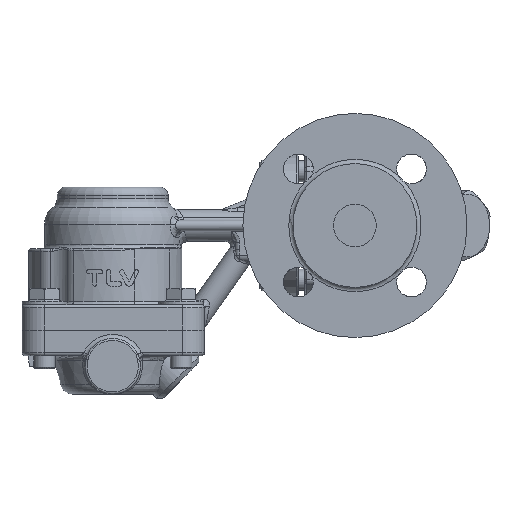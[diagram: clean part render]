
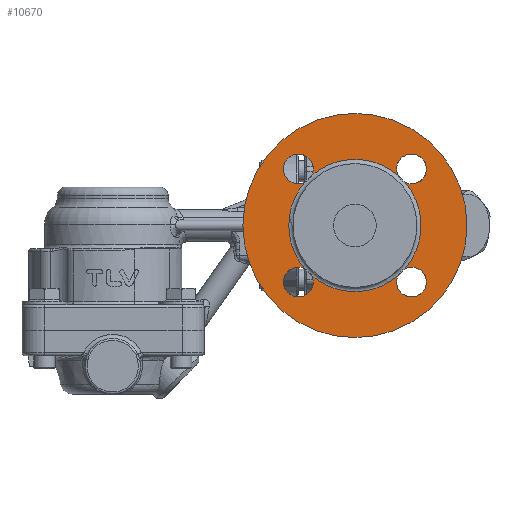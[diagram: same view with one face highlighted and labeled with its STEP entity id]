
A CAD part, front view. The second image highlights one B-rep face of the part: STEP entity #10670.
In plain terms, the highlighted planar face has unit normal (0, -1, 0).
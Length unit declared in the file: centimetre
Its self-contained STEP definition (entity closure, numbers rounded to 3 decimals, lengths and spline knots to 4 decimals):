
#2018=FACE_BOUND('',#3731,.T.);
#2915=FACE_OUTER_BOUND('',#3730,.T.);
#3730=EDGE_LOOP('',(#9645));
#3731=EDGE_LOOP('',(#9646,#9647,#9648,#9649,#9650,#9651,#9652,#9653));
#4378=CIRCLE('',#11894,3.1);
#4380=CIRCLE('',#11896,3.1);
#4382=CIRCLE('',#11898,3.1);
#4384=CIRCLE('',#11900,3.1);
#4388=CIRCLE('',#11906,0.7);
#4389=CIRCLE('',#11908,5.25);
#4390=CIRCLE('',#11909,0.7);
#4391=CIRCLE('',#11910,0.7);
#4392=CIRCLE('',#11911,0.7);
#5305=VERTEX_POINT('',#23310);
#5306=VERTEX_POINT('',#23311);
#5307=VERTEX_POINT('',#23313);
#5308=VERTEX_POINT('',#23315);
#5309=VERTEX_POINT('',#23317);
#5310=VERTEX_POINT('',#23319);
#5311=VERTEX_POINT('',#23321);
#5312=VERTEX_POINT('',#23323);
#5314=VERTEX_POINT('',#23333);
#6764=EDGE_CURVE('',#5305,#5306,#4378,.T.);
#6766=EDGE_CURVE('',#5307,#5308,#4380,.T.);
#6768=EDGE_CURVE('',#5309,#5310,#4382,.T.);
#6770=EDGE_CURVE('',#5311,#5312,#4384,.T.);
#6774=EDGE_CURVE('',#5305,#5312,#4388,.T.);
#6775=EDGE_CURVE('',#5314,#5314,#4389,.T.);
#6776=EDGE_CURVE('',#5307,#5306,#4390,.T.);
#6777=EDGE_CURVE('',#5311,#5310,#4391,.T.);
#6778=EDGE_CURVE('',#5309,#5308,#4392,.T.);
#9645=ORIENTED_EDGE('',*,*,#6775,.F.);
#9646=ORIENTED_EDGE('',*,*,#6776,.T.);
#9647=ORIENTED_EDGE('',*,*,#6764,.F.);
#9648=ORIENTED_EDGE('',*,*,#6774,.T.);
#9649=ORIENTED_EDGE('',*,*,#6770,.F.);
#9650=ORIENTED_EDGE('',*,*,#6777,.T.);
#9651=ORIENTED_EDGE('',*,*,#6768,.F.);
#9652=ORIENTED_EDGE('',*,*,#6778,.T.);
#9653=ORIENTED_EDGE('',*,*,#6766,.F.);
#10009=PLANE('',#11907);
#10670=ADVANCED_FACE('',(#2915,#2018),#10009,.F.);
#11894=AXIS2_PLACEMENT_3D('',#23312,#14749,#14750);
#11896=AXIS2_PLACEMENT_3D('',#23316,#14753,#14754);
#11898=AXIS2_PLACEMENT_3D('',#23320,#14757,#14758);
#11900=AXIS2_PLACEMENT_3D('',#23324,#14761,#14762);
#11906=AXIS2_PLACEMENT_3D('',#23331,#14773,#14774);
#11907=AXIS2_PLACEMENT_3D('',#23332,#14775,#14776);
#11908=AXIS2_PLACEMENT_3D('',#23334,#14777,#14778);
#11909=AXIS2_PLACEMENT_3D('',#23335,#14779,#14780);
#11910=AXIS2_PLACEMENT_3D('',#23336,#14781,#14782);
#11911=AXIS2_PLACEMENT_3D('',#23337,#14783,#14784);
#14749=DIRECTION('center_axis',(0.,-1.,0.));
#14750=DIRECTION('ref_axis',(1.,0.,0.));
#14753=DIRECTION('center_axis',(0.,-1.,0.));
#14754=DIRECTION('ref_axis',(1.,0.,0.));
#14757=DIRECTION('center_axis',(0.,-1.,0.));
#14758=DIRECTION('ref_axis',(1.,0.,0.));
#14761=DIRECTION('center_axis',(0.,-1.,0.));
#14762=DIRECTION('ref_axis',(1.,0.,0.));
#14773=DIRECTION('center_axis',(0.,1.,0.));
#14774=DIRECTION('ref_axis',(1.,0.,0.));
#14775=DIRECTION('center_axis',(0.,1.,0.));
#14776=DIRECTION('ref_axis',(1.,0.,0.));
#14777=DIRECTION('center_axis',(0.,1.,0.));
#14778=DIRECTION('ref_axis',(1.,0.,0.));
#14779=DIRECTION('center_axis',(0.,1.,0.));
#14780=DIRECTION('ref_axis',(0.,0.,
1.));
#14781=DIRECTION('center_axis',(0.,1.,0.));
#14782=DIRECTION('ref_axis',(0.,0.,
-1.));
#14783=DIRECTION('center_axis',(0.,1.,0.));
#14784=DIRECTION('ref_axis',(-1.,0.,0.));
#23310=CARTESIAN_POINT('',(10.5447,0.2571,0.1147));
#23311=CARTESIAN_POINT('',(6.5072,0.2571,0.1147));
#23312=CARTESIAN_POINT('Origin',(8.5259,0.2571,-2.2379));
#23313=CARTESIAN_POINT('',(6.1733,0.2571,-0.2191));
#23315=CARTESIAN_POINT('',(6.1733,0.2571,-4.2566));
#23316=CARTESIAN_POINT('Origin',(8.5259,0.2571,-2.2379));
#23317=CARTESIAN_POINT('',(6.5072,0.2571,-4.5905));
#23319=CARTESIAN_POINT('',(10.5447,0.2571,-4.5905));
#23320=CARTESIAN_POINT('Origin',(8.5259,0.2571,-2.2379));
#23321=CARTESIAN_POINT('',(10.8785,0.2571,-4.2566));
#23323=CARTESIAN_POINT('',(10.8785,0.2571,-0.2191));
#23324=CARTESIAN_POINT('Origin',(8.5259,0.2571,-2.2379));
#23331=CARTESIAN_POINT('Origin',(11.1776,0.2571,0.4138));
#23332=CARTESIAN_POINT('Origin',(8.5259,0.2571,-2.2379));
#23333=CARTESIAN_POINT('',(3.2759,0.2571,-2.2379));
#23334=CARTESIAN_POINT('Origin',(8.5259,0.2571,-2.2379));
#23335=CARTESIAN_POINT('Origin',(5.8743,0.2571,0.4138));
#23336=CARTESIAN_POINT('Origin',(11.1776,0.2571,-4.8895));
#23337=CARTESIAN_POINT('Origin',(5.8743,0.2571,-4.8895));
